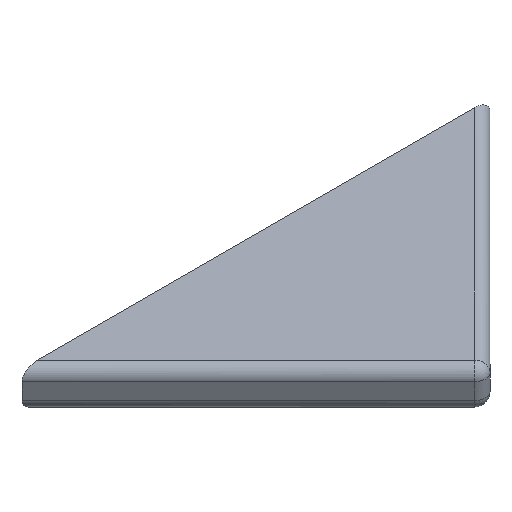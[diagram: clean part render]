
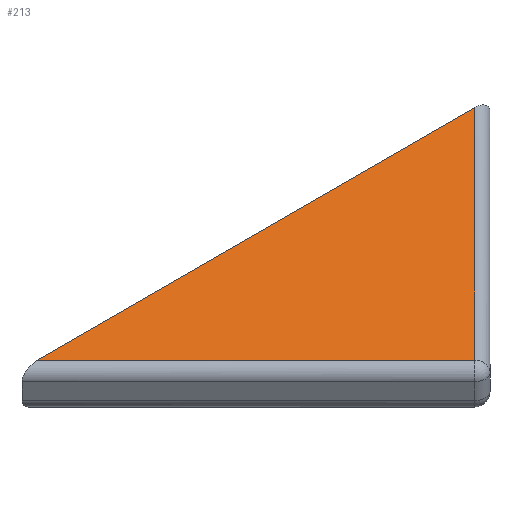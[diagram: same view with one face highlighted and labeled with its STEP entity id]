
A CAD part, isometric view. The second image highlights one B-rep face of the part: STEP entity #213.
In plain terms, the highlighted planar face has unit normal (0, 0, 1).
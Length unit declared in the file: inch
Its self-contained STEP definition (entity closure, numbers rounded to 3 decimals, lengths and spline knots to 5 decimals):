
#32 = EDGE_LOOP ( 'NONE', ( #309, #264, #226 ) ) ;
#35 = LINE ( 'NONE', #236, #561 ) ;
#43 = PLANE ( 'NONE',  #430 ) ;
#66 = LINE ( 'NONE', #260, #317 ) ;
#131 = VERTEX_POINT ( 'NONE', #233 ) ;
#182 = DIRECTION ( 'NONE',  ( 1., 0., 0. ) ) ;
#213 = ADVANCED_FACE ( 'NONE', ( #536 ), #43, .F. ) ;
#221 = CARTESIAN_POINT ( 'NONE',  ( 0.87681, -0.87681, 0.185 ) ) ;
#226 = ORIENTED_EDGE ( 'NONE', *, *, #637, .T. ) ;
#233 = CARTESIAN_POINT ( 'NONE',  ( 0., -1.75362, 0.185 ) ) ;
#236 = CARTESIAN_POINT ( 'NONE',  ( 0., -0.35355, 0.185 ) ) ;
#243 = DIRECTION ( 'NONE',  ( -1., 0., 0. ) ) ;
#245 = EDGE_CURVE ( 'NONE', #381, #246, #35, .T. ) ;
#246 = VERTEX_POINT ( 'NONE', #345 ) ;
#259 = EDGE_CURVE ( 'NONE', #381, #131, #66, .T. ) ;
#260 = CARTESIAN_POINT ( 'NONE',  ( -0.87681, -0.87681, 0.185 ) ) ;
#264 = ORIENTED_EDGE ( 'NONE', *, *, #259, .T. ) ;
#273 = VECTOR ( 'NONE', #360, 39.37008 ) ;
#309 = ORIENTED_EDGE ( 'NONE', *, *, #245, .F. ) ;
#317 = VECTOR ( 'NONE', #515, 39.37008 ) ;
#345 = CARTESIAN_POINT ( 'NONE',  ( 1.40007, -0.35355, 0.185 ) ) ;
#360 = DIRECTION ( 'NONE',  ( 0.707, 0.707, 0. ) ) ;
#381 = VERTEX_POINT ( 'NONE', #629 ) ;
#388 = CARTESIAN_POINT ( 'NONE',  ( 0., 0., 0.185 ) ) ;
#430 = AXIS2_PLACEMENT_3D ( 'NONE', #388, #496, #243 ) ;
#496 = DIRECTION ( 'NONE',  ( 0., 0., -1. ) ) ;
#515 = DIRECTION ( 'NONE',  ( 0.707, -0.707, 0. ) ) ;
#536 = FACE_OUTER_BOUND ( 'NONE', #32, .T. ) ;
#561 = VECTOR ( 'NONE', #182, 39.37008 ) ;
#623 = LINE ( 'NONE', #221, #273 ) ;
#629 = CARTESIAN_POINT ( 'NONE',  ( -1.40007, -0.35355, 0.185 ) ) ;
#637 = EDGE_CURVE ( 'NONE', #131, #246, #623, .T. ) ;
